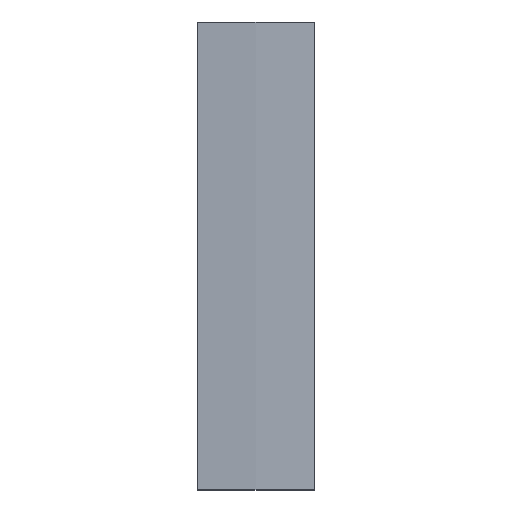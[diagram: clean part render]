
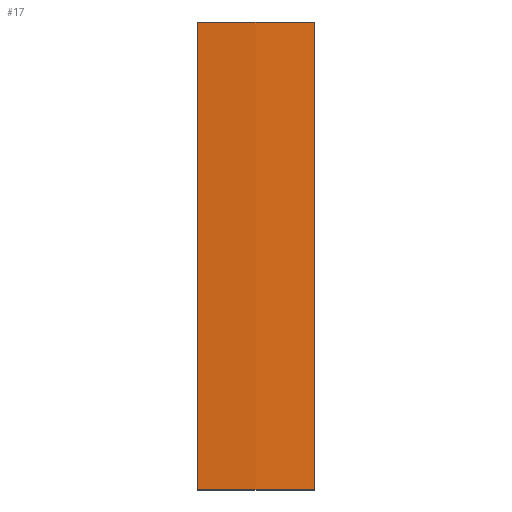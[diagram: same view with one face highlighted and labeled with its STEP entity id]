
A CAD part, top view. The second image highlights one B-rep face of the part: STEP entity #17.
In plain terms, the highlighted cylindrical face has radius 397.51 mm (diameter 795.02 mm), a partial arc.
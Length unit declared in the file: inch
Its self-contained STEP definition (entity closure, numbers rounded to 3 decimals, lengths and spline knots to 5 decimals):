
#17=ADVANCED_FACE('',(#23),#88,.T.);
#23=FACE_OUTER_BOUND('',#29,.T.);
#29=EDGE_LOOP('',(#44,#45,#46,#47));
#44=ORIENTED_EDGE('',*,*,#66,.T.);
#45=ORIENTED_EDGE('',*,*,#59,.T.);
#46=ORIENTED_EDGE('',*,*,#67,.F.);
#47=ORIENTED_EDGE('',*,*,#64,.F.);
#59=EDGE_CURVE('',#80,#83,#71,.T.);
#64=EDGE_CURVE('',#86,#87,#76,.T.);
#66=EDGE_CURVE('',#86,#80,#78,.T.);
#67=EDGE_CURVE('',#87,#83,#79,.T.);
#71=B_SPLINE_CURVE_WITH_KNOTS('',1,(#223,#224),.UNSPECIFIED.,.F.,.F.,(2,
2),(0.,10.),.UNSPECIFIED.);
#76=B_SPLINE_CURVE_WITH_KNOTS('',1,(#233,#234),.UNSPECIFIED.,.F.,.F.,(2,
2),(0.,10.),.UNSPECIFIED.);
#78=B_SPLINE_CURVE_WITH_KNOTS('',3,(#237,#238,#239,#240,#241),
 .UNSPECIFIED.,.F.,.F.,(4,1,4),(-126.09596,-66.04798,-6.),
 .UNSPECIFIED.);
#79=B_SPLINE_CURVE_WITH_KNOTS('',3,(#242,#243,#244,#245,#246),
 .UNSPECIFIED.,.F.,.F.,(4,1,4),(-126.09596,-66.04798,-6.),
 .UNSPECIFIED.);
#80=VERTEX_POINT('',#209);
#83=VERTEX_POINT('',#212);
#86=VERTEX_POINT('',#215);
#87=VERTEX_POINT('',#216);
#88=CYLINDRICAL_SURFACE('',#188,15.65);
#188=AXIS2_PLACEMENT_3D('',#206,#197,$);
#197=DIRECTION('',(0.,1.,0.));
#206=CARTESIAN_POINT('',(1.25,5.,-15.6));
#209=CARTESIAN_POINT('',(2.5,0.,0.));
#212=CARTESIAN_POINT('',(2.5,10.,0.));
#215=CARTESIAN_POINT('',(0.,0.,0.));
#216=CARTESIAN_POINT('',(0.,10.,0.));
#223=CARTESIAN_POINT('',(2.5,0.,0.));
#224=CARTESIAN_POINT('',(2.5,10.,0.));
#233=CARTESIAN_POINT('',(0.,0.,0.));
#234=CARTESIAN_POINT('',(0.,10.,0.));
#237=CARTESIAN_POINT('',(0.,0.,0.));
#238=CARTESIAN_POINT('',(0.41567,0.,0.03325));
#239=CARTESIAN_POINT('',(1.25,0.,0.06675));
#240=CARTESIAN_POINT('',(2.08433,0.,0.03325));
#241=CARTESIAN_POINT('',(2.5,0.,0.));
#242=CARTESIAN_POINT('',(0.,10.,0.));
#243=CARTESIAN_POINT('',(0.41567,10.,0.03325));
#244=CARTESIAN_POINT('',(1.25,10.,0.06675));
#245=CARTESIAN_POINT('',(2.08433,10.,0.03325));
#246=CARTESIAN_POINT('',(2.5,10.,0.));
